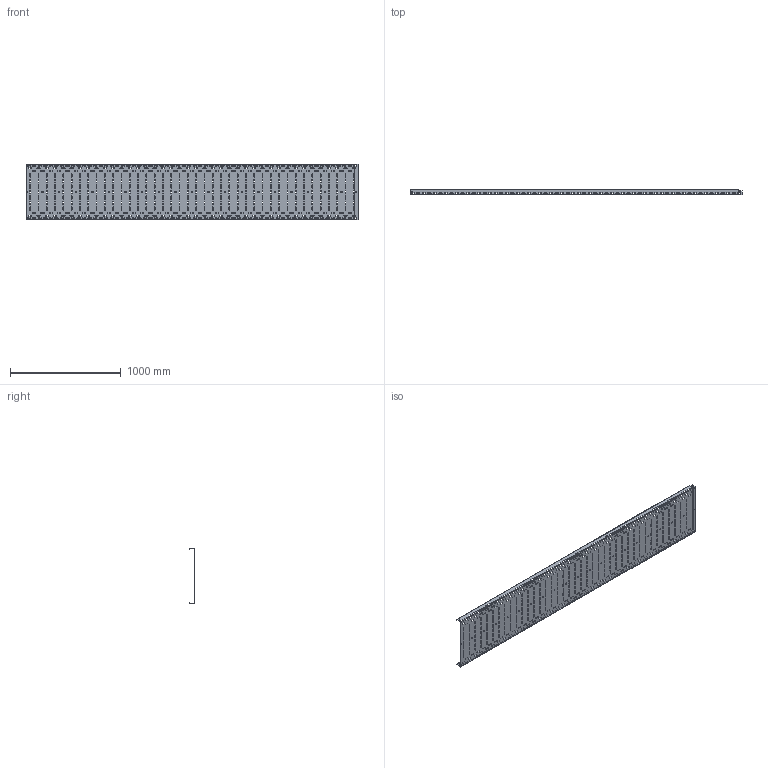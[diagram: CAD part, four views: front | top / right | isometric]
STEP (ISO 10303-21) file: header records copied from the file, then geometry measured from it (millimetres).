
FILE_DESCRIPTION (( 'STEP AP203' ), '1' );
FILE_NAME ('CLP10-050-500-3 Ëîòîê ïåðôîðèðîâàííûé 50õ500õ3000 ÈÝÊ.STEP', '2016-02-04T09:31:50', ( '' ), ( '' ), 'SwSTEP 2.0', 'SolidWorks 2014', '' );
FILE_SCHEMA (( 'CONFIG_CONTROL_DESIGN' ));
Products named in the file (1): CLP10-050-500-3 Ëîòîê ïåðôîðèðîâàííûé 50õ500õ3000 ÈÝÊ
Bounding box: 3000 x 50 x 500 mm (x, y, z)
Volume: 2032586.1 mm3; surface area: 3453159 mm2
Topology: 1 solids, 1 shells, 2803 faces, 8458 edges, 5645 vertices
Faces by surface type: plane 1420, cylinder 1383
Full cylindrical faces by diameter (mm): 11 x19
Entity records: 98293 total; most frequent: CARTESIAN_POINT 16850, ORIENTED_EDGE 16840, DIRECTION 16794, EDGE_CURVE 8420, LINE 5654, VECTOR 5654, VERTEX_POINT 5626, AXIS2_PLACEMENT_3D 5570
